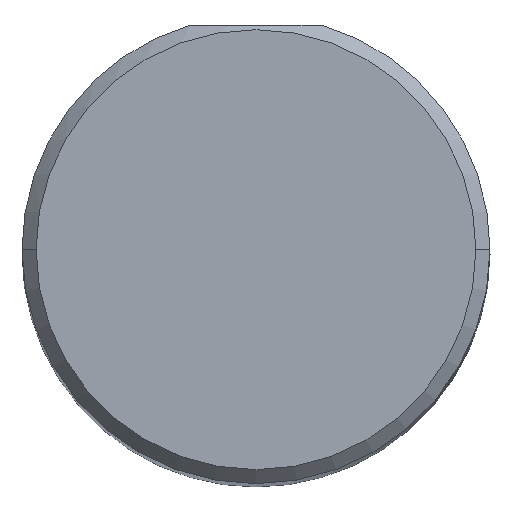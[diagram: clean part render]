
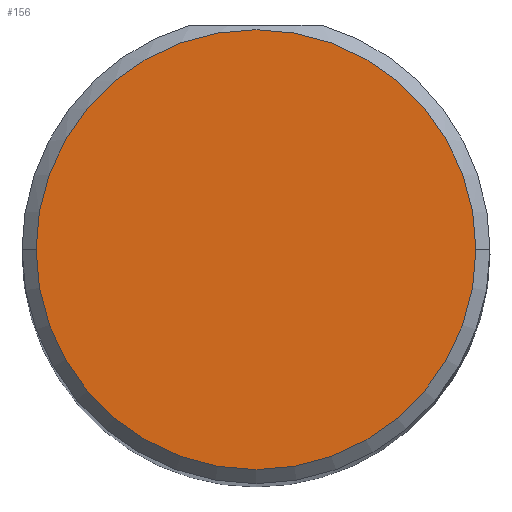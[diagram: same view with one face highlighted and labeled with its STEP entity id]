
A CAD part, top view. The second image highlights one B-rep face of the part: STEP entity #156.
In plain terms, the highlighted planar face has unit normal (0, 0, 1).
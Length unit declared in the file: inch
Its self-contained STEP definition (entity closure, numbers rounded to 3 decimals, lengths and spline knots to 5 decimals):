
#14 = DIRECTION ( 'NONE',  ( 0., 0., 1. ) ) ;
#22 = CARTESIAN_POINT ( 'NONE',  ( 0.235, 0., 3. ) ) ;
#32 = CARTESIAN_POINT ( 'NONE',  ( 0., 0., 3. ) ) ;
#51 = EDGE_CURVE ( 'NONE', #445, #367, #526, .T. ) ;
#73 = AXIS2_PLACEMENT_3D ( 'NONE', #140, #14, #266 ) ;
#106 = FACE_OUTER_BOUND ( 'NONE', #213, .T. ) ;
#140 = CARTESIAN_POINT ( 'NONE',  ( 0., 0., 3. ) ) ;
#156 = ADVANCED_FACE ( 'NONE', ( #106 ), #278, .T. ) ;
#157 = DIRECTION ( 'NONE',  ( 1., 0., 0. ) ) ;
#209 = DIRECTION ( 'NONE',  ( 0., 0., 1. ) ) ;
#213 = EDGE_LOOP ( 'NONE', ( #330, #247 ) ) ;
#237 = CARTESIAN_POINT ( 'NONE',  ( 0., 0., 3. ) ) ;
#244 = CIRCLE ( 'NONE', #376, 0.235 ) ;
#247 = ORIENTED_EDGE ( 'NONE', *, *, #503, .T. ) ;
#266 = DIRECTION ( 'NONE',  ( 1., 0., 0. ) ) ;
#278 = PLANE ( 'NONE',  #299 ) ;
#299 = AXIS2_PLACEMENT_3D ( 'NONE', #237, #513, #157 ) ;
#327 = CARTESIAN_POINT ( 'NONE',  ( -0.235, 0., 3. ) ) ;
#330 = ORIENTED_EDGE ( 'NONE', *, *, #51, .T. ) ;
#367 = VERTEX_POINT ( 'NONE', #22 ) ;
#376 = AXIS2_PLACEMENT_3D ( 'NONE', #32, #209, #483 ) ;
#445 = VERTEX_POINT ( 'NONE', #327 ) ;
#483 = DIRECTION ( 'NONE',  ( 1., 0., 0. ) ) ;
#503 = EDGE_CURVE ( 'NONE', #367, #445, #244, .T. ) ;
#513 = DIRECTION ( 'NONE',  ( 0., 0., 1. ) ) ;
#526 = CIRCLE ( 'NONE', #73, 0.235 ) ;
